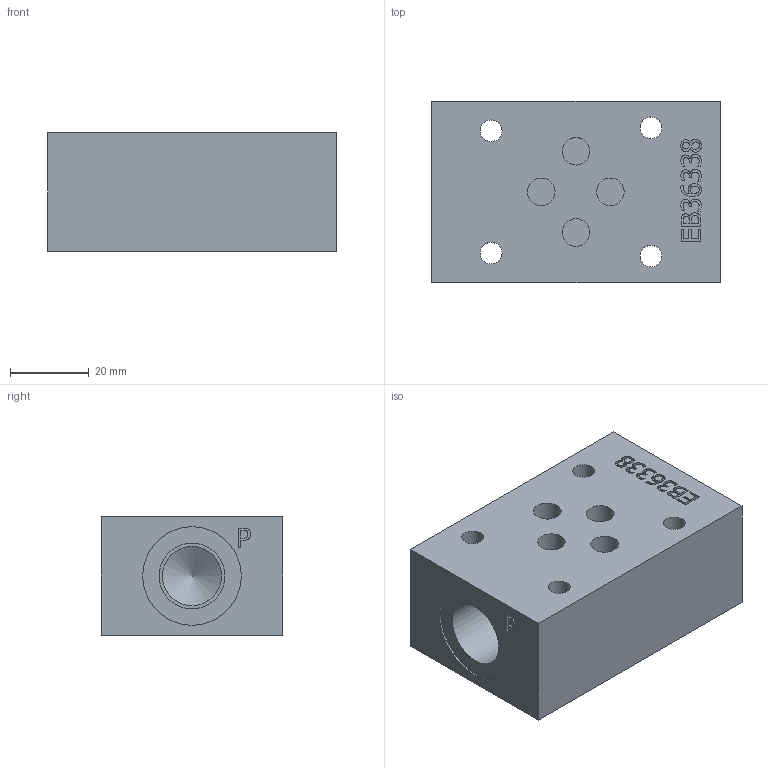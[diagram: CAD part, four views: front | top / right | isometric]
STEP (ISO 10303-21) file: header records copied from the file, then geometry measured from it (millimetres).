
FILE_DESCRIPTION(/* description */ (''),/* implementation_level */ '2;1');
FILE_NAME(/* name */ 'eb36338.stp',/* time_stamp */ '2016-05-10T15:43:55+02:00',/* author */ ('Lemoine2'),/* organization */ (''),/* preprocessor_version */ 'ST-DEVELOPER v16.1',/* originating_system */ 'Autodesk Inventor 2016',/* authorisation */ '');
FILE_SCHEMA (('AUTOMOTIVE_DESIGN { 1 0 10303 214 3 1 1 }'));
Length unit declared in the file: millimetre
Products named in the file (1): eb36338
Bounding box: 73 x 46 x 30 mm (x, y, z)
Volume: 87937.8 mm3; surface area: 18677.6 mm2
Topology: 1 solids, 1 shells, 253 faces, 658 edges, 439 vertices
Faces by surface type: bspline 125, plane 104, cylinder 22, cone 2
Full cylindrical faces by diameter (mm): 5.5 x4, 6.5 x4, 7 x4, 12 x4, 15 x2, 16.662 x2, 25 x2
Entity records: 8340 total; most frequent: CARTESIAN_POINT 2942, ORIENTED_EDGE 1258, DIRECTION 681, EDGE_CURVE 629, VERTEX_POINT 434, LINE 335, VECTOR 335, EDGE_LOOP 317
